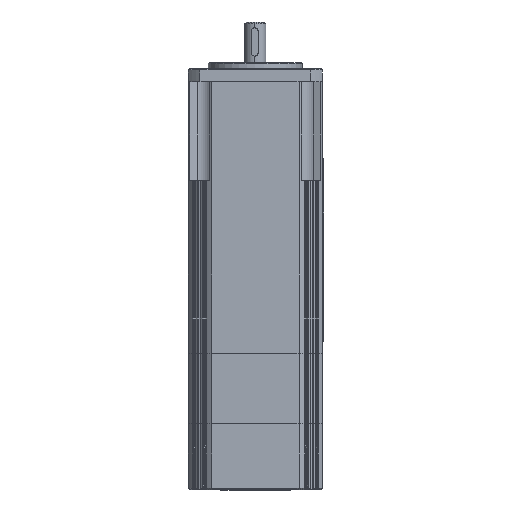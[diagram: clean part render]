
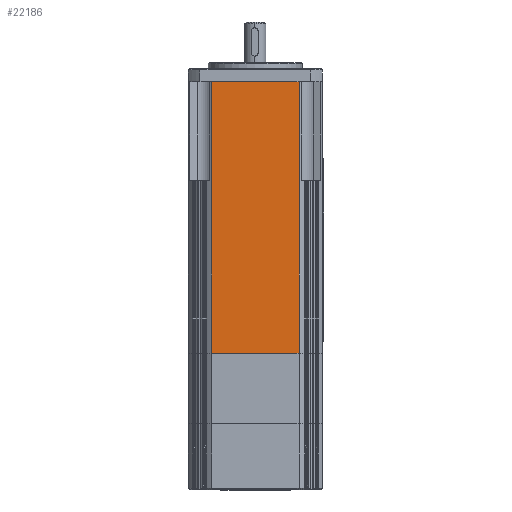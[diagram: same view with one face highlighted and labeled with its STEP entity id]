
A CAD part, front view. The second image highlights one B-rep face of the part: STEP entity #22186.
In plain terms, the highlighted planar face has unit normal (0, -1, 0).
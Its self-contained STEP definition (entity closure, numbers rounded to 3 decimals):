
#22147=CARTESIAN_POINT('',(0.,-28.5,0.0));
#22148=DIRECTION('',(0.0,-1.0,0.0));
#22149=DIRECTION('',(0.0,0.0,-1.0));
#22150=AXIS2_PLACEMENT_3D('',#22147,#22148,#22149);
#22151=PLANE('',#22150);
#22152=CARTESIAN_POINT('',(18.54,-28.5,115.5));
#22153=VERTEX_POINT('',#22152);
#22154=CARTESIAN_POINT('',(-18.54,-28.5,115.5));
#22155=VERTEX_POINT('',#22154);
#22156=CARTESIAN_POINT('',(18.54,-28.5,115.5));
#22157=DIRECTION('',(-1.0,0.0,0.0));
#22158=VECTOR('',#22157,37.081);
#22159=LINE('',#22156,#22158);
#22160=EDGE_CURVE('',#22153,#22155,#22159,.T.);
#22161=ORIENTED_EDGE('',*,*,#22160,.T.);
#22162=CARTESIAN_POINT('',(-18.54,-28.5,0.0));
#22163=VERTEX_POINT('',#22162);
#22164=CARTESIAN_POINT('',(-18.54,-28.5,0.0));
#22165=DIRECTION('',(0.0,0.0,1.0));
#22166=VECTOR('',#22165,115.5);
#22167=LINE('',#22164,#22166);
#22168=EDGE_CURVE('',#22163,#22155,#22167,.T.);
#22169=ORIENTED_EDGE('',*,*,#22168,.F.);
#22170=CARTESIAN_POINT('',(18.54,-28.5,0.0));
#22171=VERTEX_POINT('',#22170);
#22172=CARTESIAN_POINT('',(18.54,-28.5,0.0));
#22173=DIRECTION('',(-1.0,0.0,0.0));
#22174=VECTOR('',#22173,37.081);
#22175=LINE('',#22172,#22174);
#22176=EDGE_CURVE('',#22171,#22163,#22175,.T.);
#22177=ORIENTED_EDGE('',*,*,#22176,.F.);
#22178=CARTESIAN_POINT('',(18.54,-28.5,0.0));
#22179=DIRECTION('',(0.0,0.0,1.0));
#22180=VECTOR('',#22179,115.5);
#22181=LINE('',#22178,#22180);
#22182=EDGE_CURVE('',#22171,#22153,#22181,.T.);
#22183=ORIENTED_EDGE('',*,*,#22182,.T.);
#22184=EDGE_LOOP('',(#22161,#22169,#22177,#22183));
#22185=FACE_OUTER_BOUND('',#22184,.T.);
#22186=ADVANCED_FACE('',(#22185),#22151,.T.);
